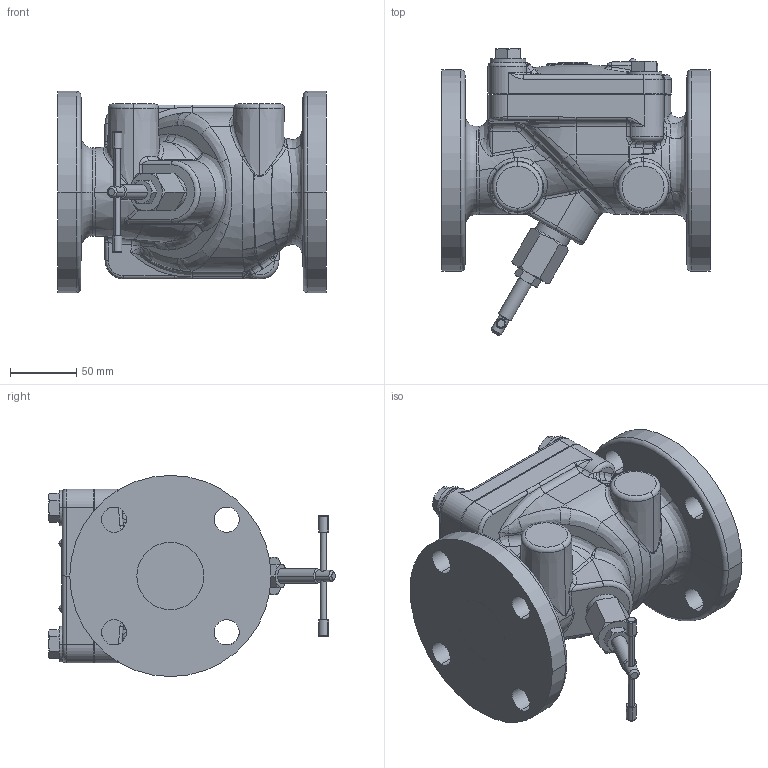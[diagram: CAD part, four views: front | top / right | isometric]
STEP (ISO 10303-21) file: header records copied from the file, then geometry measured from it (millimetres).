
FILE_DESCRIPTION((''),'2;1');
FILE_NAME('502ABF_SW0001','2020-07-22T14:05:44',('tomb'),(''),'CREO PARAMETRIC BY PTC INC, 2020053','CREO PARAMETRIC BY PTC INC, 2020053','');
FILE_SCHEMA(('CONFIG_CONTROL_DESIGN'));
Products named in the file (1): 502ABF_SW0001
Bounding box: 203.2 x 217.24 x 152.4 mm (x, y, z)
Volume: 1523284.1 mm3; surface area: 278066.3 mm2
Topology: 1 solids, 1 shells, 1053 faces, 2503 edges, 1456 vertices
Faces by surface type: bspline 440, cylinder 235, plane 182, torus 93, cone 66, sphere 35, extrusion 2
Entity records: 57136 total; most frequent: CARTESIAN_POINT 36058, ORIENTED_EDGE 4960, DIRECTION 3610, EDGE_CURVE 2480, AXIS2_PLACEMENT_3D 1546, VERTEX_POINT 1456, EDGE_LOOP 1114, FACE_OUTER_BOUND 1053
